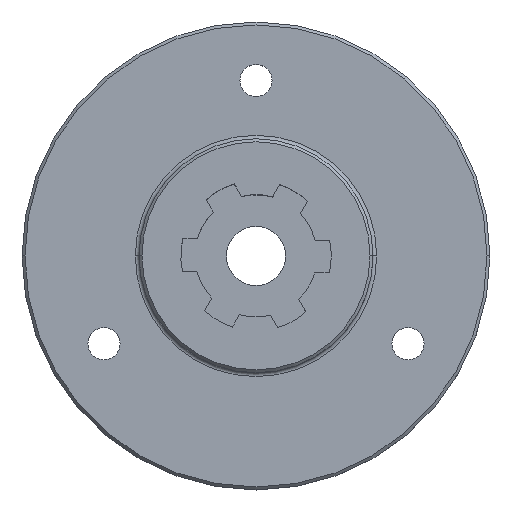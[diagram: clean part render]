
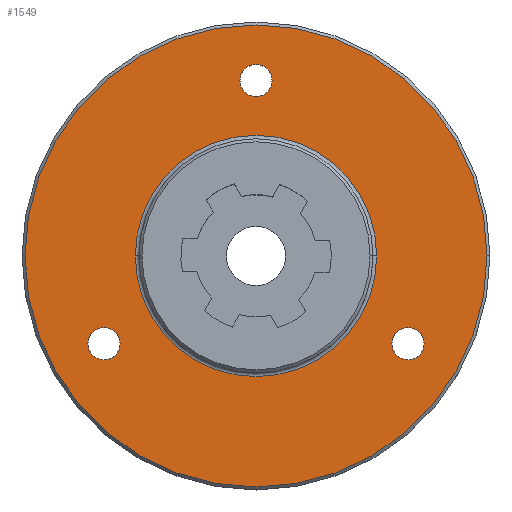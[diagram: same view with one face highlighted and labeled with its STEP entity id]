
A CAD part, top view. The second image highlights one B-rep face of the part: STEP entity #1549.
In plain terms, the highlighted planar face has unit normal (0, 0, 1).
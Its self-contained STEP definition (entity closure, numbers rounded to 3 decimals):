
#19 = EDGE_CURVE ( 'NONE', #978, #126, #574, .T. ) ;
#26 = CARTESIAN_POINT ( 'NONE',  ( 2.183, 23.813, 3.175 ) ) ;
#27 = DIRECTION ( 'NONE',  ( 1., 0., 0. ) ) ;
#37 = DIRECTION ( 'NONE',  ( 1., 0., 0. ) ) ;
#44 = DIRECTION ( 'NONE',  ( 1., 0., 0. ) ) ;
#63 = VERTEX_POINT ( 'NONE', #1291 ) ;
#66 = ORIENTED_EDGE ( 'NONE', *, *, #1309, .F. ) ;
#78 = EDGE_CURVE ( 'NONE', #1468, #1534, #1101, .T. ) ;
#101 = DIRECTION ( 'NONE',  ( 1., 0., 0. ) ) ;
#118 = CIRCLE ( 'NONE', #1036, 31.35 ) ;
#126 = VERTEX_POINT ( 'NONE', #829 ) ;
#131 = CIRCLE ( 'NONE', #1035, 2.183 ) ;
#155 = FACE_BOUND ( 'NONE', #495, .T. ) ;
#179 = CARTESIAN_POINT ( 'NONE',  ( 0., 0., 3.175 ) ) ;
#188 = AXIS2_PLACEMENT_3D ( 'NONE', #1347, #1485, #101 ) ;
#255 = AXIS2_PLACEMENT_3D ( 'NONE', #1535, #797, #44 ) ;
#278 = CARTESIAN_POINT ( 'NONE',  ( 0., 23.813, 3.175 ) ) ;
#280 = AXIS2_PLACEMENT_3D ( 'NONE', #1193, #327, #1073 ) ;
#292 = AXIS2_PLACEMENT_3D ( 'NONE', #1233, #496, #1355 ) ;
#307 = DIRECTION ( 'NONE',  ( 1., 0., 0. ) ) ;
#327 = DIRECTION ( 'NONE',  ( 0., 0., 1. ) ) ;
#384 = CARTESIAN_POINT ( 'NONE',  ( -31.35, 0., 3.175 ) ) ;
#388 = EDGE_CURVE ( 'NONE', #478, #723, #118, .T. ) ;
#396 = DIRECTION ( 'NONE',  ( 1., 0., 0. ) ) ;
#405 = CARTESIAN_POINT ( 'NONE',  ( 22.805, -11.906, 3.175 ) ) ;
#408 = CARTESIAN_POINT ( 'NONE',  ( -2.183, 23.813, 3.175 ) ) ;
#414 = CIRCLE ( 'NONE', #1292, 31.35 ) ;
#420 = EDGE_CURVE ( 'NONE', #63, #1337, #704, .T. ) ;
#458 = FACE_BOUND ( 'NONE', #1239, .T. ) ;
#472 = EDGE_LOOP ( 'NONE', ( #914, #906 ) ) ;
#478 = VERTEX_POINT ( 'NONE', #384 ) ;
#495 = EDGE_LOOP ( 'NONE', ( #1305, #66 ) ) ;
#496 = DIRECTION ( 'NONE',  ( 0., 0., 1. ) ) ;
#497 = CARTESIAN_POINT ( 'NONE',  ( 31.35, 0., 3.175 ) ) ;
#505 = CARTESIAN_POINT ( 'NONE',  ( 16.375, 0., 3.175 ) ) ;
#515 = VERTEX_POINT ( 'NONE', #26 ) ;
#519 = CARTESIAN_POINT ( 'NONE',  ( 18.439, -11.906, 3.175 ) ) ;
#525 = ORIENTED_EDGE ( 'NONE', *, *, #1587, .T. ) ;
#546 = CARTESIAN_POINT ( 'NONE',  ( 0., 0., 3.175 ) ) ;
#574 = CIRCLE ( 'NONE', #188, 2.183 ) ;
#631 = CARTESIAN_POINT ( 'NONE',  ( 0., 0., 3.175 ) ) ;
#641 = CIRCLE ( 'NONE', #703, 2.183 ) ;
#655 = DIRECTION ( 'NONE',  ( 1., 0., 0. ) ) ;
#662 = ORIENTED_EDGE ( 'NONE', *, *, #388, .T. ) ;
#703 = AXIS2_PLACEMENT_3D ( 'NONE', #1513, #769, #27 ) ;
#704 = CIRCLE ( 'NONE', #1286, 16.375 ) ;
#723 = VERTEX_POINT ( 'NONE', #497 ) ;
#753 = DIRECTION ( 'NONE',  ( 1., 0., 0. ) ) ;
#769 = DIRECTION ( 'NONE',  ( 0., 0., 1. ) ) ;
#778 = FACE_OUTER_BOUND ( 'NONE', #882, .T. ) ;
#785 = DIRECTION ( 'NONE',  ( 0., 0., 1. ) ) ;
#797 = DIRECTION ( 'NONE',  ( 0., 0., 1. ) ) ;
#829 = CARTESIAN_POINT ( 'NONE',  ( -18.439, -11.906, 3.175 ) ) ;
#837 = VERTEX_POINT ( 'NONE', #408 ) ;
#862 = ORIENTED_EDGE ( 'NONE', *, *, #1421, .F. ) ;
#865 = AXIS2_PLACEMENT_3D ( 'NONE', #631, #1494, #753 ) ;
#882 = EDGE_LOOP ( 'NONE', ( #662, #525 ) ) ;
#884 = CARTESIAN_POINT ( 'NONE',  ( 0., 0., 3.175 ) ) ;
#896 = EDGE_CURVE ( 'NONE', #126, #978, #1296, .T. ) ;
#906 = ORIENTED_EDGE ( 'NONE', *, *, #896, .F. ) ;
#914 = ORIENTED_EDGE ( 'NONE', *, *, #19, .F. ) ;
#978 = VERTEX_POINT ( 'NONE', #1422 ) ;
#988 = ORIENTED_EDGE ( 'NONE', *, *, #420, .T. ) ;
#1005 = DIRECTION ( 'NONE',  ( 1., 0., 0. ) ) ;
#1031 = PLANE ( 'NONE',  #1210 ) ;
#1035 = AXIS2_PLACEMENT_3D ( 'NONE', #278, #1138, #396 ) ;
#1036 = AXIS2_PLACEMENT_3D ( 'NONE', #884, #1125, #1005 ) ;
#1051 = DIRECTION ( 'NONE',  ( 0., 0., -1. ) ) ;
#1073 = DIRECTION ( 'NONE',  ( 1., 0., 0. ) ) ;
#1101 = CIRCLE ( 'NONE', #280, 2.183 ) ;
#1102 = FACE_BOUND ( 'NONE', #1418, .T. ) ;
#1125 = DIRECTION ( 'NONE',  ( 0., 0., 1. ) ) ;
#1126 = CIRCLE ( 'NONE', #865, 16.375 ) ;
#1138 = DIRECTION ( 'NONE',  ( 0., 0., 1. ) ) ;
#1152 = FACE_BOUND ( 'NONE', #472, .T. ) ;
#1193 = CARTESIAN_POINT ( 'NONE',  ( 20.622, -11.906, 3.175 ) ) ;
#1210 = AXIS2_PLACEMENT_3D ( 'NONE', #546, #1398, #655 ) ;
#1233 = CARTESIAN_POINT ( 'NONE',  ( 20.622, -11.906, 3.175 ) ) ;
#1239 = EDGE_LOOP ( 'NONE', ( #1497, #988 ) ) ;
#1285 = ORIENTED_EDGE ( 'NONE', *, *, #1524, .F. ) ;
#1286 = AXIS2_PLACEMENT_3D ( 'NONE', #179, #1051, #307 ) ;
#1291 = CARTESIAN_POINT ( 'NONE',  ( -16.375, 0., 3.175 ) ) ;
#1292 = AXIS2_PLACEMENT_3D ( 'NONE', #1522, #785, #37 ) ;
#1296 = CIRCLE ( 'NONE', #255, 2.183 ) ;
#1305 = ORIENTED_EDGE ( 'NONE', *, *, #78, .F. ) ;
#1309 = EDGE_CURVE ( 'NONE', #1534, #1468, #1466, .T. ) ;
#1337 = VERTEX_POINT ( 'NONE', #505 ) ;
#1347 = CARTESIAN_POINT ( 'NONE',  ( -20.622, -11.906, 3.175 ) ) ;
#1355 = DIRECTION ( 'NONE',  ( 1., 0., 0. ) ) ;
#1384 = EDGE_CURVE ( 'NONE', #1337, #63, #1126, .T. ) ;
#1398 = DIRECTION ( 'NONE',  ( 0., 0., 1. ) ) ;
#1418 = EDGE_LOOP ( 'NONE', ( #862, #1285 ) ) ;
#1421 = EDGE_CURVE ( 'NONE', #837, #515, #131, .T. ) ;
#1422 = CARTESIAN_POINT ( 'NONE',  ( -22.805, -11.906, 3.175 ) ) ;
#1466 = CIRCLE ( 'NONE', #292, 2.183 ) ;
#1468 = VERTEX_POINT ( 'NONE', #519 ) ;
#1485 = DIRECTION ( 'NONE',  ( 0., 0., 1. ) ) ;
#1494 = DIRECTION ( 'NONE',  ( 0., 0., -1. ) ) ;
#1497 = ORIENTED_EDGE ( 'NONE', *, *, #1384, .T. ) ;
#1513 = CARTESIAN_POINT ( 'NONE',  ( 0., 23.813, 3.175 ) ) ;
#1522 = CARTESIAN_POINT ( 'NONE',  ( 0., 0., 3.175 ) ) ;
#1524 = EDGE_CURVE ( 'NONE', #515, #837, #641, .T. ) ;
#1534 = VERTEX_POINT ( 'NONE', #405 ) ;
#1535 = CARTESIAN_POINT ( 'NONE',  ( -20.622, -11.906, 3.175 ) ) ;
#1549 = ADVANCED_FACE ( 'NONE', ( #778, #1152, #155, #1102, #458 ), #1031, .T. ) ;
#1587 = EDGE_CURVE ( 'NONE', #723, #478, #414, .T. ) ;
